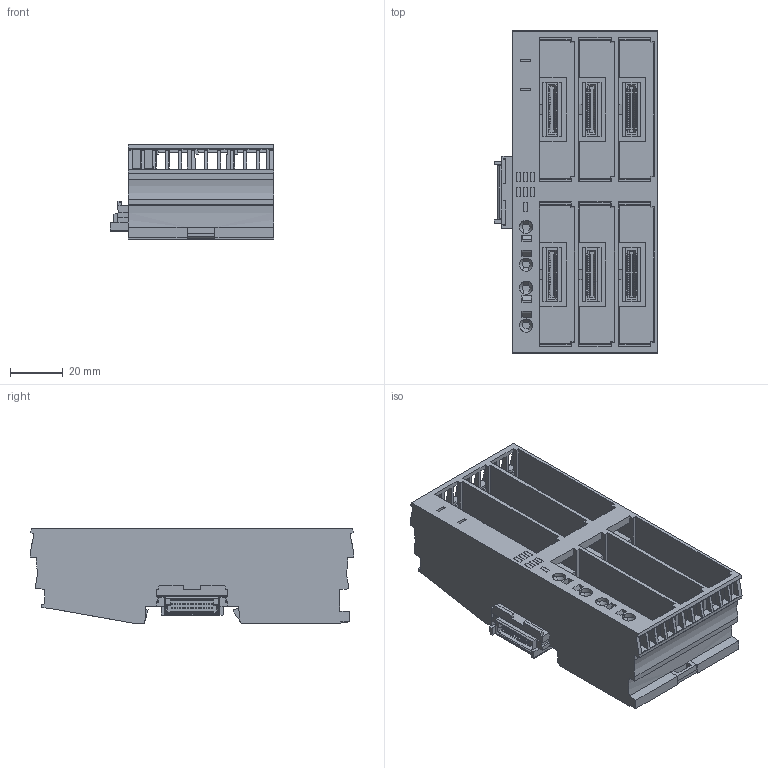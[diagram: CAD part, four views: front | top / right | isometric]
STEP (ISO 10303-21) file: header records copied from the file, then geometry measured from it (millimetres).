
FILE_DESCRIPTION(/* description */ ('Alibre Inc.'),/* implementation_level */ '2;1');
FILE_NAME(/* name */ 'export-2DEF7B17-0FE8-4142-80B4-1E9293228821',/* time_stamp */ '2024-05-05T10:38:42+02:00',/* author */ (''),/* organization */ (''),/* preprocessor_version */ 'ST-DEVELOPER v17',/* originating_system */ 'Alibre',/* authorisation */ '');
FILE_SCHEMA (('AUTOMOTIVE_DESIGN'));
Length unit declared in the file: millimetre
Products named in the file (2): AXL_F_BP_SE6-select
Bounding box: 61.84 x 122.4 x 35.7 mm (x, y, z)
Volume: 123347.6 mm3; surface area: 57385.4 mm2
Topology: 1 solids, 1 shells, 4916 faces, 13699 edges, 9112 vertices
Faces by surface type: plane 4816, cylinder 60, bspline 32, cone 8
Entity records: 156279 total; most frequent: CARTESIAN_POINT 30402, ORIENTED_EDGE 27398, DIRECTION 18661, EDGE_CURVE 13699, VECTOR 13459, LINE 13459, VERTEX_POINT 9112, EDGE_LOOP 5285
